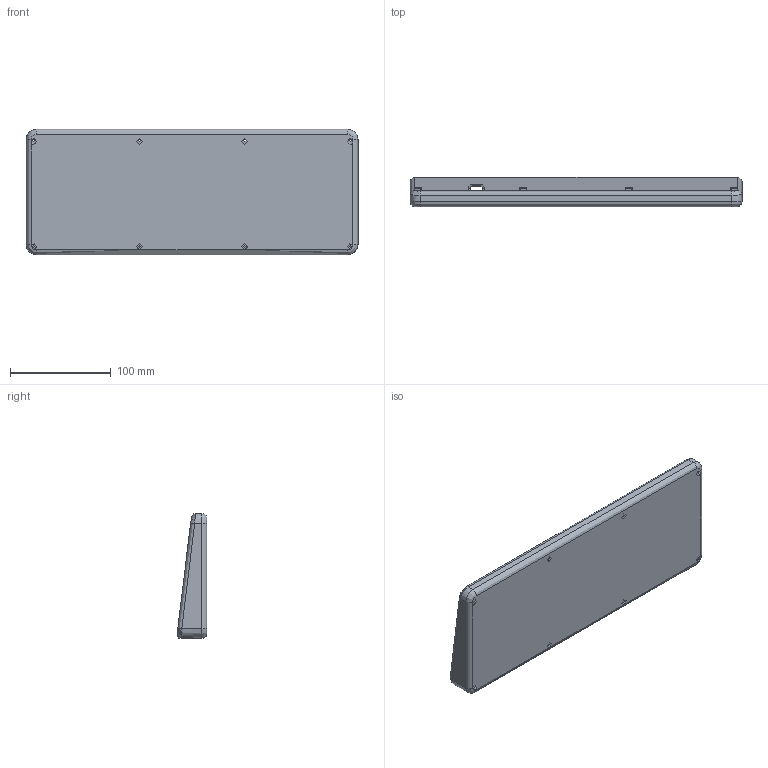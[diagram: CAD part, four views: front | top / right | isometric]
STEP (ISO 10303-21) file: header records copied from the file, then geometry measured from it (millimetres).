
FILE_DESCRIPTION(('HOOPS Exchange Step'),'2;1');
FILE_NAME('case-conversion.step','2024-03-24T09:02:15+00:00',('root'),('Unknown organisation'),'HOOPS Exchange 2024.1','HOOPS Exchange','Unknown authorisation');
FILE_SCHEMA( ('AP242_MANAGED_MODEL_BASED_3D_ENGINEERING_MIM_LF {1 0 10303 442 1 1 4 }') );
Length unit declared in the file: millimetre
Products named in the file (2): Default; case-step
Assembly tree (1 placements, depth 2):
  case-step
    Default
Bounding box: 329.35 x 29.71 x 124.27 mm (x, y, z)
Volume: 450704 mm3; surface area: 110951.6 mm2
Topology: 1 solids, 1 shells, 208 faces, 716 edges, 570 vertices
Faces by surface type: cylinder 105, plane 53, torus 20, sphere 14, bspline 8, cone 8
Full cylindrical faces by diameter (mm): 2.4 x8, 6 x8
Entity records: 10166 total; most frequent: CARTESIAN_POINT 3176, DIRECTION 1593, ORIENTED_EDGE 1354, EDGE_CURVE 677, AXIS2_PLACEMENT_3D 664, VERTEX_POINT 472, CIRCLE 393, VECTOR 265
